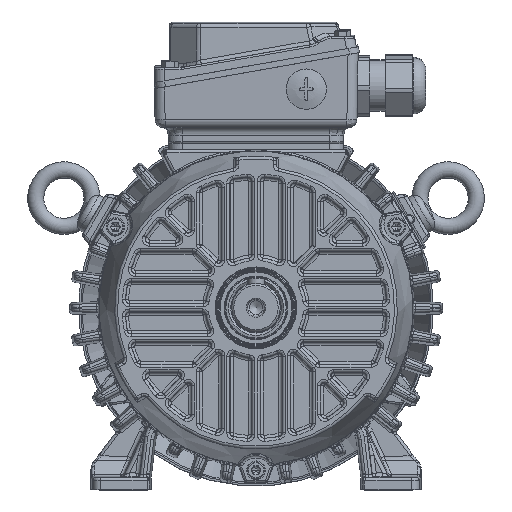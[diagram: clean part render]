
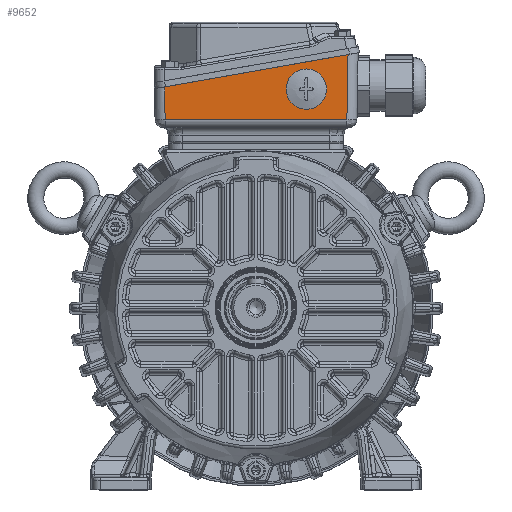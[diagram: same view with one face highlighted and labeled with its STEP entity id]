
A CAD part, top view. The second image highlights one B-rep face of the part: STEP entity #9652.
In plain terms, the highlighted planar face has unit normal (0, -0.028, 1).
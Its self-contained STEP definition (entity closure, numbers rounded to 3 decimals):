
#2351=FACE_BOUND('',#16816,.T.);
#2352=FACE_BOUND('',#16817,.T.);
#9652=ADVANCED_FACE('',(#2351,#2352),#10945,.T.);
#10945=PLANE('',#61924);
#16816=EDGE_LOOP('',(#31799));
#16817=EDGE_LOOP('',(#31800,#31801,#31802,#31803));
#19966=CIRCLE('',#61923,7.);
#31799=ORIENTED_EDGE('',*,*,#48703,.T.);
#31800=ORIENTED_EDGE('',*,*,#48704,.T.);
#31801=ORIENTED_EDGE('',*,*,#48705,.T.);
#31802=ORIENTED_EDGE('',*,*,#48706,.T.);
#31803=ORIENTED_EDGE('',*,*,#48707,.T.);
#40333=VERTEX_POINT('',#126708);
#40334=VERTEX_POINT('',#126710);
#40335=VERTEX_POINT('',#126711);
#40336=VERTEX_POINT('',#126713);
#40337=VERTEX_POINT('',#126715);
#48703=EDGE_CURVE('',#40333,#40333,#19966,.T.);
#48704=EDGE_CURVE('',#40334,#40335,#53127,.T.);
#48705=EDGE_CURVE('',#40335,#40336,#53128,.T.);
#48706=EDGE_CURVE('',#40336,#40337,#53129,.T.);
#48707=EDGE_CURVE('',#40337,#40334,#53130,.T.);
#53127=LINE('',#126709,#56263);
#53128=LINE('',#126712,#56264);
#53129=LINE('',#126714,#56265);
#53130=LINE('',#126716,#56266);
#56263=VECTOR('',#73396,1.);
#56264=VECTOR('',#73397,1.);
#56265=VECTOR('',#73398,1.);
#56266=VECTOR('',#73399,1.);
#61923=AXIS2_PLACEMENT_3D('',#126707,#73394,#73395);
#61924=AXIS2_PLACEMENT_3D('',#126717,#73400,#73401);
#73394=DIRECTION('',(0.,0.028,-1.));
#73395=DIRECTION('',(0.,-1.,-0.028));
#73396=DIRECTION('',(0.017,-0.999,-0.028));
#73397=DIRECTION('',(1.,0.,0.));
#73398=DIRECTION('',(0.017,0.999,0.028));
#73399=DIRECTION('',(-0.985,-0.174,-0.005));
#73400=DIRECTION('',(0.,-0.028,1.));
#73401=DIRECTION('',(0.,1.,0.028));
#126707=CARTESIAN_POINT('',(4.806,88.365,1.236));
#126708=CARTESIAN_POINT('',(4.806,81.368,1.04));
#126709=CARTESIAN_POINT('',(-65.196,69.336,0.704));
#126710=CARTESIAN_POINT('',(-65.547,89.43,1.266));
#126711=CARTESIAN_POINT('',(-65.263,73.178,0.812));
#126712=CARTESIAN_POINT('',(-70.194,73.178,0.812));
#126713=CARTESIAN_POINT('',(24.875,73.178,0.812));
#126714=CARTESIAN_POINT('',(24.778,67.592,0.656));
#126715=CARTESIAN_POINT('',(25.439,105.47,1.714));
#126716=CARTESIAN_POINT('',(-73.507,88.027,1.226));
#126717=CARTESIAN_POINT('',(-70.194,69.248,0.702));
